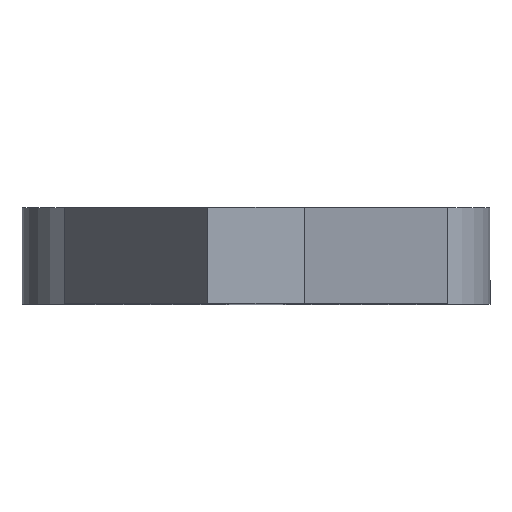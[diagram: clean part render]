
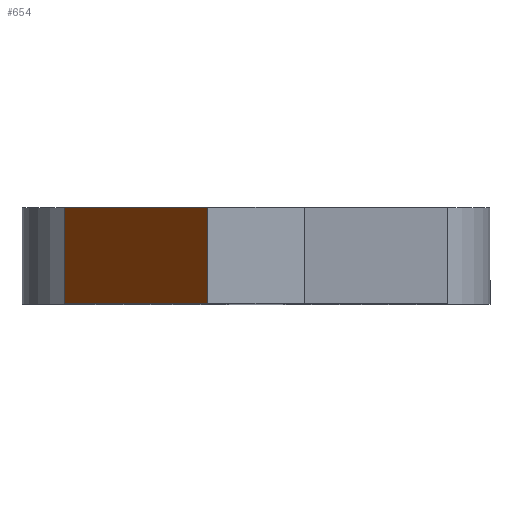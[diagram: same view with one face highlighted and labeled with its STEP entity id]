
A CAD part, top view. The second image highlights one B-rep face of the part: STEP entity #654.
In plain terms, the highlighted planar face has unit normal (-0.858, 0, 0.514).
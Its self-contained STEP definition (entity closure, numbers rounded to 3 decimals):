
#42=PLANE('',#737);
#71=FACE_OUTER_BOUND('',#123,.T.);
#123=EDGE_LOOP('',(#554,#555,#556,#557));
#155=LINE('',#1011,#217);
#180=LINE('',#1077,#242);
#185=LINE('',#1096,#247);
#186=LINE('',#1098,#248);
#217=VECTOR('',#827,10.);
#242=VECTOR('',#870,10.);
#247=VECTOR('',#893,10.);
#248=VECTOR('',#896,10.);
#313=VERTEX_POINT('',#1008);
#314=VERTEX_POINT('',#1010);
#345=VERTEX_POINT('',#1074);
#346=VERTEX_POINT('',#1076);
#382=EDGE_CURVE('',#314,#313,#155,.T.);
#415=EDGE_CURVE('',#346,#345,#180,.T.);
#425=EDGE_CURVE('',#346,#313,#185,.T.);
#426=EDGE_CURVE('',#345,#314,#186,.T.);
#554=ORIENTED_EDGE('',*,*,#415,.T.);
#555=ORIENTED_EDGE('',*,*,#426,.T.);
#556=ORIENTED_EDGE('',*,*,#382,.T.);
#557=ORIENTED_EDGE('',*,*,#425,.F.);
#654=ADVANCED_FACE('',(#71),#42,.F.);
#737=AXIS2_PLACEMENT_3D('',#1097,#894,#895);
#827=DIRECTION('',(-0.514,0.,-0.857));
#870=DIRECTION('',(0.514,0.,0.857));
#893=DIRECTION('',(0.,1.,0.));
#894=DIRECTION('center_axis',(0.857,0.,-0.514));
#895=DIRECTION('ref_axis',(-0.514,0.,-0.857));
#896=DIRECTION('',(0.,1.,0.));
#1008=CARTESIAN_POINT('',(-21.376,-9.435,11.044));
#1010=CARTESIAN_POINT('',(-10.951,-9.435,28.42));
#1011=CARTESIAN_POINT('',(-21.376,-9.435,11.044));
#1074=CARTESIAN_POINT('',(-10.951,-16.435,28.42));
#1076=CARTESIAN_POINT('',(-21.376,-16.435,11.044));
#1077=CARTESIAN_POINT('',(-21.376,-16.435,11.044));
#1096=CARTESIAN_POINT('',(-21.376,-16.435,11.044));
#1097=CARTESIAN_POINT('Origin',(-10.951,-16.435,28.42));
#1098=CARTESIAN_POINT('',(-10.951,-16.435,28.42));
